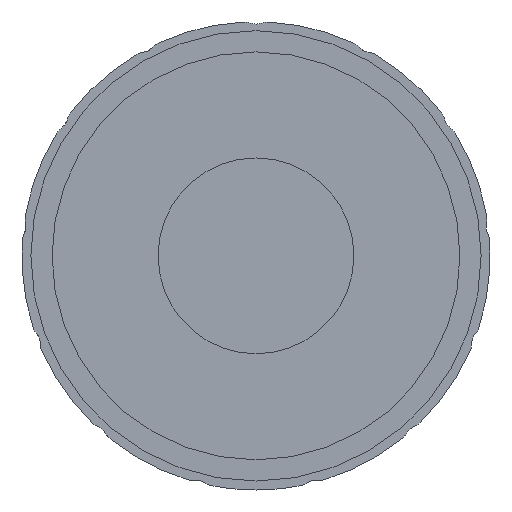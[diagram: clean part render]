
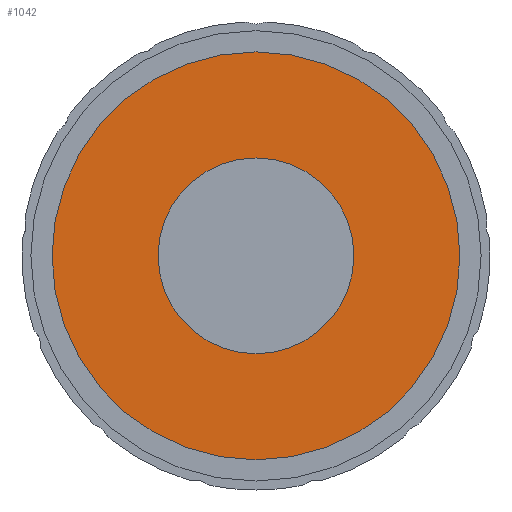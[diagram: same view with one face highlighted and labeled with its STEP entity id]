
A CAD part, front view. The second image highlights one B-rep face of the part: STEP entity #1042.
In plain terms, the highlighted planar face has unit normal (0, -1, 0).
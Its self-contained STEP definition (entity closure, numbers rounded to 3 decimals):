
#19 = DIRECTION ( 'NONE',  ( 0., 0., 1. ) ) ;
#146 = CARTESIAN_POINT ( 'NONE',  ( 0., 4.8, 0. ) ) ;
#287 = CARTESIAN_POINT ( 'NONE',  ( 0., 4.8, 3. ) ) ;
#357 = EDGE_CURVE ( 'NONE', #559, #703, #1736, .T. ) ;
#408 = CARTESIAN_POINT ( 'NONE',  ( 0., 4.8, -6.25 ) ) ;
#415 = FACE_BOUND ( 'NONE', #2188, .T. ) ;
#432 = CARTESIAN_POINT ( 'NONE',  ( 0., 4.8, 0. ) ) ;
#433 = EDGE_CURVE ( 'NONE', #2191, #1524, #1301, .T. ) ;
#493 = AXIS2_PLACEMENT_3D ( 'NONE', #649, #1223, #19 ) ;
#523 = AXIS2_PLACEMENT_3D ( 'NONE', #1384, #1367, #2171 ) ;
#559 = VERTEX_POINT ( 'NONE', #287 ) ;
#615 = ORIENTED_EDGE ( 'NONE', *, *, #433, .T. ) ;
#625 = DIRECTION ( 'NONE',  ( 0., -1., 0. ) ) ;
#649 = CARTESIAN_POINT ( 'NONE',  ( 3., 4.8, 0. ) ) ;
#655 = ORIENTED_EDGE ( 'NONE', *, *, #1739, .F. ) ;
#703 = VERTEX_POINT ( 'NONE', #2334 ) ;
#1042 = ADVANCED_FACE ( 'NONE', ( #415, #2550 ), #2217, .F. ) ;
#1071 = CIRCLE ( 'NONE', #523, 6.25 ) ;
#1146 = ORIENTED_EDGE ( 'NONE', *, *, #357, .F. ) ;
#1223 = DIRECTION ( 'NONE',  ( 0., 1., 0. ) ) ;
#1245 = DIRECTION ( 'NONE',  ( 0., 0., -1. ) ) ;
#1266 = DIRECTION ( 'NONE',  ( 0., 0., -1. ) ) ;
#1301 = CIRCLE ( 'NONE', #2214, 6.25 ) ;
#1367 = DIRECTION ( 'NONE',  ( 0., -1., 0. ) ) ;
#1384 = CARTESIAN_POINT ( 'NONE',  ( 0., 4.8, 0. ) ) ;
#1508 = CARTESIAN_POINT ( 'NONE',  ( 0., 4.8, 6.25 ) ) ;
#1524 = VERTEX_POINT ( 'NONE', #408 ) ;
#1571 = AXIS2_PLACEMENT_3D ( 'NONE', #146, #2358, #2571 ) ;
#1717 = AXIS2_PLACEMENT_3D ( 'NONE', #1857, #625, #1266 ) ;
#1736 = CIRCLE ( 'NONE', #1717, 3. ) ;
#1739 = EDGE_CURVE ( 'NONE', #703, #559, #2540, .T. ) ;
#1743 = EDGE_CURVE ( 'NONE', #1524, #2191, #1071, .T. ) ;
#1857 = CARTESIAN_POINT ( 'NONE',  ( 0., 4.8, 0. ) ) ;
#2081 = ORIENTED_EDGE ( 'NONE', *, *, #1743, .T. ) ;
#2171 = DIRECTION ( 'NONE',  ( 0., 0., -1. ) ) ;
#2188 = EDGE_LOOP ( 'NONE', ( #655, #1146 ) ) ;
#2191 = VERTEX_POINT ( 'NONE', #1508 ) ;
#2214 = AXIS2_PLACEMENT_3D ( 'NONE', #432, #2437, #1245 ) ;
#2217 = PLANE ( 'NONE',  #493 ) ;
#2334 = CARTESIAN_POINT ( 'NONE',  ( 0., 4.8, -3. ) ) ;
#2358 = DIRECTION ( 'NONE',  ( 0., -1., 0. ) ) ;
#2416 = EDGE_LOOP ( 'NONE', ( #2081, #615 ) ) ;
#2437 = DIRECTION ( 'NONE',  ( 0., -1., 0. ) ) ;
#2540 = CIRCLE ( 'NONE', #1571, 3. ) ;
#2550 = FACE_OUTER_BOUND ( 'NONE', #2416, .T. ) ;
#2571 = DIRECTION ( 'NONE',  ( 0., 0., -1. ) ) ;
